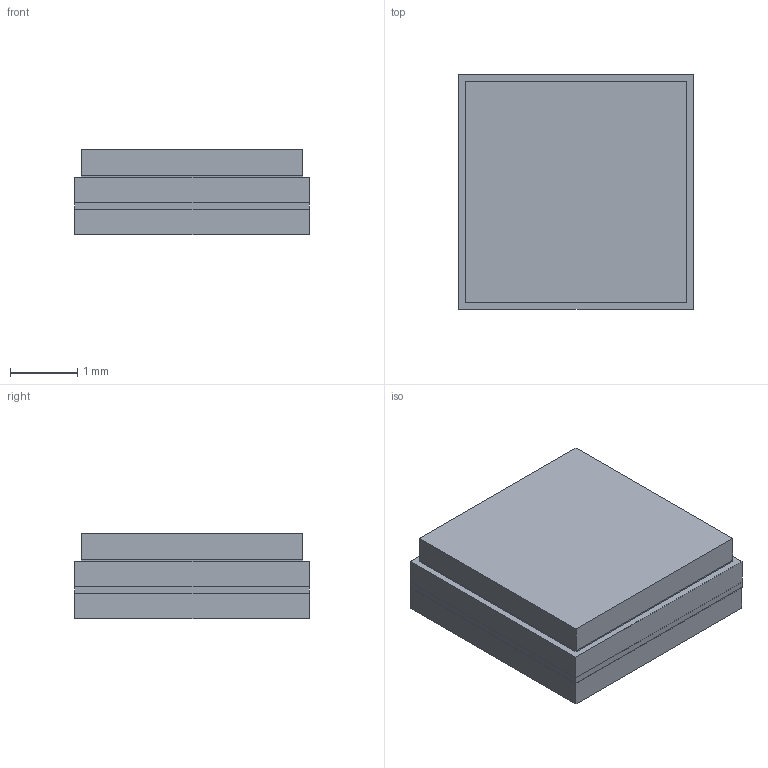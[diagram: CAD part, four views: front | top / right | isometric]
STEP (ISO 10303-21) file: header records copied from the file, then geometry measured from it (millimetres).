
FILE_DESCRIPTION (( 'STEP AP214' ), '1' );
FILE_NAME ('Klaran 3.STEP', '2020-04-01T17:52:01', ( '' ), ( '' ), 'SwSTEP 2.0', 'SolidWorks 2018', '' );
FILE_SCHEMA (( 'AUTOMOTIVE_DESIGN' ));
Length unit declared in the file: millimetre
Products named in the file (16): wire 1 for Zener Diode_Klaran2; wire for Zener Diode_Klaran2; Insulator_Glue; Gold Plate_Anode; Top Lens Glue; LED Die 1; AlN_Base; package_top part; Gold Plate_Cathode; Thermal Pad; Reflector; Top Lens; Zener_diode_Wire Bond Version_Klaran2; LED Die Assem_new drawings_Klaran2; Klaran 3; Gold Ball_Klaran
Assembly tree (44 placements, depth 3):
  Klaran 3
    AlN_Base
    Insulator_Glue
    Gold Plate_Anode
    Gold Plate_Cathode
    Thermal Pad
    package_top part
    Reflector
    LED Die Assem_new drawings_Klaran2
      LED Die 1
      Gold Ball_Klaran  x30
    Zener_diode_Wire Bond Version_Klaran2
    wire for Zener Diode_Klaran2
    wire 1 for Zener Diode_Klaran2
    Top Lens Glue
    Top Lens
Bounding box: 3.5 x 3.5 x 1.28 mm (x, y, z)
Volume: 13.2 mm3; surface area: 149.4 mm2
Topology: 43 solids, 43 shells, 275 faces, 545 edges, 362 vertices
Faces by surface type: plane 173, cylinder 76, cone 22, bspline 4
Entity records: 6413 total; most frequent: CARTESIAN_POINT 1007, DIRECTION 861, ORIENTED_EDGE 742, EDGE_CURVE 371, AXIS2_PLACEMENT_3D 291, VECTOR 279, LINE 279, VERTEX_POINT 246
